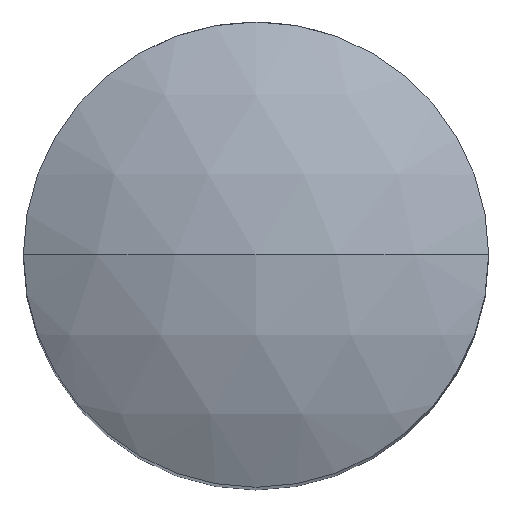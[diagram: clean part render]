
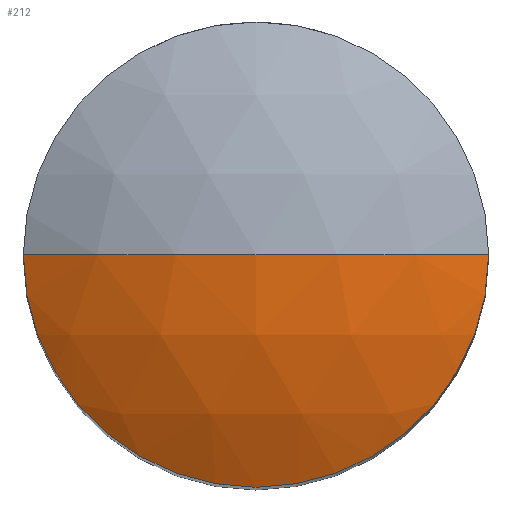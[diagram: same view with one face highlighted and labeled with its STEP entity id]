
A CAD part, top view. The second image highlights one B-rep face of the part: STEP entity #212.
In plain terms, the highlighted spherical face has radius 2 mm.
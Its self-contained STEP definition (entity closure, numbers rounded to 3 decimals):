
#13 = CARTESIAN_POINT ( 'NONE',  ( 0., 0., 3.732 ) ) ;
#17 = AXIS2_PLACEMENT_3D ( 'NONE', #134, #190, #821 ) ;
#26 = EDGE_CURVE ( 'NONE', #602, #494, #184, .T. ) ;
#102 = DIRECTION ( 'NONE',  ( -1., 0., 0. ) ) ;
#129 = CARTESIAN_POINT ( 'NONE',  ( 0., 0., 2. ) ) ;
#134 = CARTESIAN_POINT ( 'NONE',  ( 0., 0., 2. ) ) ;
#184 = CIRCLE ( 'NONE', #17, 2. ) ;
#190 = DIRECTION ( 'NONE',  ( 0., -1., 0. ) ) ;
#212 = ADVANCED_FACE ( 'NONE', ( #497 ), #636, .T. ) ;
#224 = VERTEX_POINT ( 'NONE', #845 ) ;
#252 = ORIENTED_EDGE ( 'NONE', *, *, #504, .F. ) ;
#274 = DIRECTION ( 'NONE',  ( 0., -1., 0. ) ) ;
#290 = AXIS2_PLACEMENT_3D ( 'NONE', #13, #522, #102 ) ;
#311 = CIRCLE ( 'NONE', #290, 1. ) ;
#355 = EDGE_CURVE ( 'NONE', #602, #224, #825, .T. ) ;
#390 = DIRECTION ( 'NONE',  ( 0., 1., 0. ) ) ;
#463 = AXIS2_PLACEMENT_3D ( 'NONE', #753, #390, #814 ) ;
#494 = VERTEX_POINT ( 'NONE', #758 ) ;
#497 = FACE_OUTER_BOUND ( 'NONE', #648, .T. ) ;
#504 = EDGE_CURVE ( 'NONE', #224, #494, #311, .T. ) ;
#522 = DIRECTION ( 'NONE',  ( 0., 0., -1. ) ) ;
#601 = DIRECTION ( 'NONE',  ( 1., 0., 0. ) ) ;
#602 = VERTEX_POINT ( 'NONE', #766 ) ;
#631 = AXIS2_PLACEMENT_3D ( 'NONE', #129, #274, #601 ) ;
#636 = SPHERICAL_SURFACE ( 'NONE', #631, 2. ) ;
#648 = EDGE_LOOP ( 'NONE', ( #751, #704, #252 ) ) ;
#704 = ORIENTED_EDGE ( 'NONE', *, *, #26, .T. ) ;
#751 = ORIENTED_EDGE ( 'NONE', *, *, #355, .F. ) ;
#753 = CARTESIAN_POINT ( 'NONE',  ( 0., 0., 2. ) ) ;
#758 = CARTESIAN_POINT ( 'NONE',  ( -1., 0., 3.732 ) ) ;
#766 = CARTESIAN_POINT ( 'NONE',  ( 0., 0., 4. ) ) ;
#814 = DIRECTION ( 'NONE',  ( 0., 0., 1. ) ) ;
#821 = DIRECTION ( 'NONE',  ( 1., 0., 0. ) ) ;
#825 = CIRCLE ( 'NONE', #463, 2. ) ;
#845 = CARTESIAN_POINT ( 'NONE',  ( 1., 0., 3.732 ) ) ;
